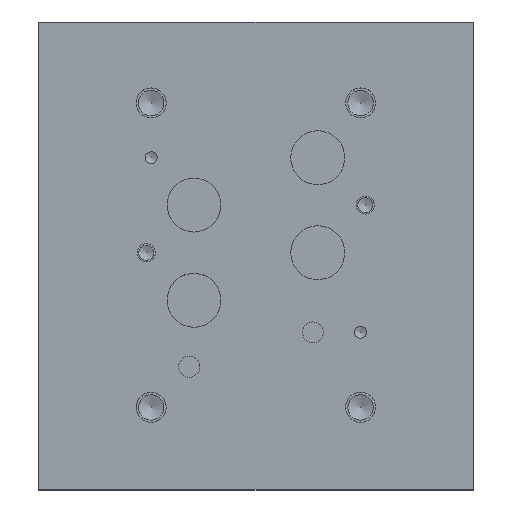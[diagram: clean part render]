
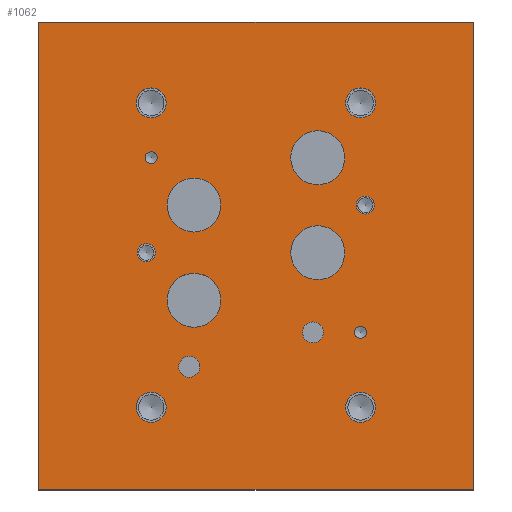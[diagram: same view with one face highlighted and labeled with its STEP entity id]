
A CAD part, top view. The second image highlights one B-rep face of the part: STEP entity #1062.
In plain terms, the highlighted planar face has unit normal (0, 0, 1).
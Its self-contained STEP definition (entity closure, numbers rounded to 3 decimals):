
#92=LINE('',#1777,#104);
#95=LINE('',#1787,#107);
#98=LINE('',#1797,#110);
#100=LINE('',#1804,#112);
#104=VECTOR('',#1404,1000.);
#107=VECTOR('',#1413,1000.);
#110=VECTOR('',#1422,1000.);
#112=VECTOR('',#1430,1000.);
#161=ORIENTED_EDGE('',*,*,#335,.T.);
#162=ORIENTED_EDGE('',*,*,#340,.T.);
#163=ORIENTED_EDGE('',*,*,#345,.T.);
#164=ORIENTED_EDGE('',*,*,#349,.T.);
#165=ORIENTED_EDGE('',*,*,#357,.T.);
#166=ORIENTED_EDGE('',*,*,#358,.T.);
#167=ORIENTED_EDGE('',*,*,#359,.T.);
#168=ORIENTED_EDGE('',*,*,#360,.T.);
#169=ORIENTED_EDGE('',*,*,#361,.T.);
#170=ORIENTED_EDGE('',*,*,#362,.T.);
#171=ORIENTED_EDGE('',*,*,#363,.T.);
#172=ORIENTED_EDGE('',*,*,#364,.T.);
#173=ORIENTED_EDGE('',*,*,#365,.T.);
#174=ORIENTED_EDGE('',*,*,#366,.T.);
#175=ORIENTED_EDGE('',*,*,#367,.T.);
#176=ORIENTED_EDGE('',*,*,#368,.T.);
#177=ORIENTED_EDGE('',*,*,#369,.T.);
#178=ORIENTED_EDGE('',*,*,#370,.T.);
#335=EDGE_CURVE('',#434,#437,#92,.T.);
#340=EDGE_CURVE('',#437,#441,#95,.T.);
#345=EDGE_CURVE('',#441,#445,#98,.T.);
#349=EDGE_CURVE('',#445,#434,#100,.T.);
#357=EDGE_CURVE('',#455,#455,#557,.T.);
#358=EDGE_CURVE('',#456,#456,#558,.T.);
#359=EDGE_CURVE('',#457,#457,#559,.T.);
#360=EDGE_CURVE('',#458,#458,#560,.T.);
#361=EDGE_CURVE('',#459,#459,#561,.T.);
#362=EDGE_CURVE('',#460,#460,#562,.T.);
#363=EDGE_CURVE('',#461,#461,#563,.T.);
#364=EDGE_CURVE('',#462,#462,#564,.T.);
#365=EDGE_CURVE('',#463,#463,#565,.T.);
#366=EDGE_CURVE('',#464,#464,#566,.T.);
#367=EDGE_CURVE('',#465,#465,#567,.T.);
#368=EDGE_CURVE('',#466,#466,#568,.T.);
#369=EDGE_CURVE('',#467,#467,#569,.T.);
#370=EDGE_CURVE('',#468,#468,#570,.T.);
#434=VERTEX_POINT('',#1771);
#437=VERTEX_POINT('',#1776);
#441=VERTEX_POINT('',#1786);
#445=VERTEX_POINT('',#1796);
#455=VERTEX_POINT('',#1822);
#456=VERTEX_POINT('',#1824);
#457=VERTEX_POINT('',#1826);
#458=VERTEX_POINT('',#1828);
#459=VERTEX_POINT('',#1830);
#460=VERTEX_POINT('',#1832);
#461=VERTEX_POINT('',#1834);
#462=VERTEX_POINT('',#1836);
#463=VERTEX_POINT('',#1838);
#464=VERTEX_POINT('',#1840);
#465=VERTEX_POINT('',#1842);
#466=VERTEX_POINT('',#1844);
#467=VERTEX_POINT('',#1846);
#468=VERTEX_POINT('',#1848);
#557=CIRCLE('',#1200,3.5);
#558=CIRCLE('',#1201,3.5);
#559=CIRCLE('',#1202,9.);
#560=CIRCLE('',#1203,9.);
#561=CIRCLE('',#1204,9.);
#562=CIRCLE('',#1205,9.);
#563=CIRCLE('',#1206,2.);
#564=CIRCLE('',#1207,5.);
#565=CIRCLE('',#1208,5.);
#566=CIRCLE('',#1209,5.);
#567=CIRCLE('',#1210,3.);
#568=CIRCLE('',#1211,2.);
#569=CIRCLE('',#1212,3.);
#570=CIRCLE('',#1213,5.);
#652=EDGE_LOOP('',(#161,#162,#163,#164));
#653=EDGE_LOOP('',(#165));
#654=EDGE_LOOP('',(#166));
#655=EDGE_LOOP('',(#167));
#656=EDGE_LOOP('',(#168));
#657=EDGE_LOOP('',(#169));
#658=EDGE_LOOP('',(#170));
#659=EDGE_LOOP('',(#171));
#660=EDGE_LOOP('',(#172));
#661=EDGE_LOOP('',(#173));
#662=EDGE_LOOP('',(#174));
#663=EDGE_LOOP('',(#175));
#664=EDGE_LOOP('',(#176));
#665=EDGE_LOOP('',(#177));
#666=EDGE_LOOP('',(#178));
#838=FACE_BOUND('',#652,.T.);
#839=FACE_BOUND('',#653,.T.);
#840=FACE_BOUND('',#654,.T.);
#841=FACE_BOUND('',#655,.T.);
#842=FACE_BOUND('',#656,.T.);
#843=FACE_BOUND('',#657,.T.);
#844=FACE_BOUND('',#658,.T.);
#845=FACE_BOUND('',#659,.T.);
#846=FACE_BOUND('',#660,.T.);
#847=FACE_BOUND('',#661,.T.);
#848=FACE_BOUND('',#662,.T.);
#849=FACE_BOUND('',#663,.T.);
#850=FACE_BOUND('',#664,.T.);
#851=FACE_BOUND('',#665,.T.);
#852=FACE_BOUND('',#666,.T.);
#1023=PLANE('',#1199);
#1062=ADVANCED_FACE('',(#838,#839,#840,#841,#842,#843,#844,#845,#846,#847,
#848,#849,#850,#851,#852),#1023,.T.);
#1199=AXIS2_PLACEMENT_3D('',#1820,#1447,#1448);
#1200=AXIS2_PLACEMENT_3D('',#1821,#1449,#1450);
#1201=AXIS2_PLACEMENT_3D('',#1823,#1451,#1452);
#1202=AXIS2_PLACEMENT_3D('',#1825,#1453,#1454);
#1203=AXIS2_PLACEMENT_3D('',#1827,#1455,#1456);
#1204=AXIS2_PLACEMENT_3D('',#1829,#1457,#1458);
#1205=AXIS2_PLACEMENT_3D('',#1831,#1459,#1460);
#1206=AXIS2_PLACEMENT_3D('',#1833,#1461,#1462);
#1207=AXIS2_PLACEMENT_3D('',#1835,#1463,#1464);
#1208=AXIS2_PLACEMENT_3D('',#1837,#1465,#1466);
#1209=AXIS2_PLACEMENT_3D('',#1839,#1467,#1468);
#1210=AXIS2_PLACEMENT_3D('',#1841,#1469,#1470);
#1211=AXIS2_PLACEMENT_3D('',#1843,#1471,#1472);
#1212=AXIS2_PLACEMENT_3D('',#1845,#1473,#1474);
#1213=AXIS2_PLACEMENT_3D('',#1847,#1475,#1476);
#1404=DIRECTION('',(0.,1.,0.));
#1413=DIRECTION('',(-1.,0.,0.));
#1422=DIRECTION('',(0.,-1.,0.));
#1430=DIRECTION('',(1.,0.,0.));
#1447=DIRECTION('',(0.,0.,1.));
#1448=DIRECTION('',(1.,0.,0.));
#1449=DIRECTION('',(0.,0.,-1.));
#1450=DIRECTION('',(1.,0.,0.));
#1451=DIRECTION('',(0.,0.,-1.));
#1452=DIRECTION('',(1.,0.,0.));
#1453=DIRECTION('',(0.,0.,-1.));
#1454=DIRECTION('',(1.,0.,0.));
#1455=DIRECTION('',(0.,0.,-1.));
#1456=DIRECTION('',(1.,0.,0.));
#1457=DIRECTION('',(0.,0.,-1.));
#1458=DIRECTION('',(1.,0.,0.));
#1459=DIRECTION('',(0.,0.,-1.));
#1460=DIRECTION('',(1.,0.,0.));
#1461=DIRECTION('',(0.,0.,-1.));
#1462=DIRECTION('',(1.,0.,0.));
#1463=DIRECTION('',(0.,0.,-1.));
#1464=DIRECTION('',(1.,0.,0.));
#1465=DIRECTION('',(0.,0.,-1.));
#1466=DIRECTION('',(1.,0.,0.));
#1467=DIRECTION('',(0.,0.,-1.));
#1468=DIRECTION('',(1.,0.,0.));
#1469=DIRECTION('',(0.,0.,-1.));
#1470=DIRECTION('',(1.,0.,0.));
#1471=DIRECTION('',(0.,0.,-1.));
#1472=DIRECTION('',(1.,0.,0.));
#1473=DIRECTION('',(0.,0.,-1.));
#1474=DIRECTION('',(1.,0.,0.));
#1475=DIRECTION('',(0.,0.,-1.));
#1476=DIRECTION('',(1.,0.,0.));
#1771=CARTESIAN_POINT('',(605.,0.,170.));
#1776=CARTESIAN_POINT('',(605.,156.,170.));
#1777=CARTESIAN_POINT('',(605.,78.,170.));
#1786=CARTESIAN_POINT('',(460.,156.,170.));
#1787=CARTESIAN_POINT('',(532.5,156.,170.));
#1796=CARTESIAN_POINT('',(460.,0.,170.));
#1797=CARTESIAN_POINT('',(460.,78.,170.));
#1804=CARTESIAN_POINT('',(532.5,0.,170.));
#1820=CARTESIAN_POINT('',(532.5,78.,170.));
#1821=CARTESIAN_POINT('',(551.5,52.4,170.));
#1822=CARTESIAN_POINT('',(555.,52.4,170.));
#1823=CARTESIAN_POINT('',(510.2,40.9,170.));
#1824=CARTESIAN_POINT('',(513.7,40.9,170.));
#1825=CARTESIAN_POINT('',(553.1,110.7,170.));
#1826=CARTESIAN_POINT('',(562.1,110.7,170.));
#1827=CARTESIAN_POINT('',(511.8,94.9,170.));
#1828=CARTESIAN_POINT('',(520.8,94.9,170.));
#1829=CARTESIAN_POINT('',(511.8,63.1,170.));
#1830=CARTESIAN_POINT('',(520.8,63.1,170.));
#1831=CARTESIAN_POINT('',(553.1,79.,170.));
#1832=CARTESIAN_POINT('',(562.1,79.,170.));
#1833=CARTESIAN_POINT('',(497.5,110.7,170.));
#1834=CARTESIAN_POINT('',(499.5,110.7,170.));
#1835=CARTESIAN_POINT('',(567.4,129.,170.));
#1836=CARTESIAN_POINT('',(572.4,129.,170.));
#1837=CARTESIAN_POINT('',(497.5,27.4,170.));
#1838=CARTESIAN_POINT('',(502.5,27.4,170.));
#1839=CARTESIAN_POINT('',(567.4,27.4,170.));
#1840=CARTESIAN_POINT('',(572.4,27.4,170.));
#1841=CARTESIAN_POINT('',(569.,94.9,170.));
#1842=CARTESIAN_POINT('',(572.,94.9,170.));
#1843=CARTESIAN_POINT('',(567.4,52.4,170.));
#1844=CARTESIAN_POINT('',(569.4,52.4,170.));
#1845=CARTESIAN_POINT('',(495.9,79.,170.));
#1846=CARTESIAN_POINT('',(498.9,79.,170.));
#1847=CARTESIAN_POINT('',(497.5,129.,170.));
#1848=CARTESIAN_POINT('',(502.5,129.,170.));
